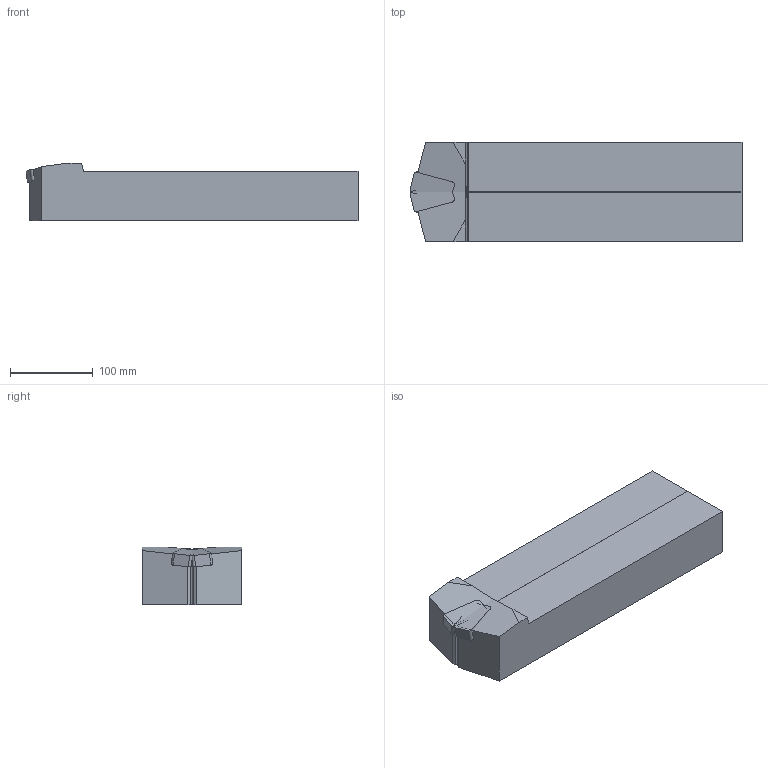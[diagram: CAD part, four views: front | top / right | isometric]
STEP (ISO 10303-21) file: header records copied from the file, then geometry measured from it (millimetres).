
FILE_DESCRIPTION(/* description */ (''),/* implementation_level */ '2;1');
FILE_NAME(/* name */ 'PLBNL6060V50_SIM.stp',/* time_stamp */ '2023-08-31T12:22:21+02:00',/* author */ (''),/* organization */ (''),/* preprocessor_version */ 'ST-DEVELOPER v18.102',/* originating_system */ 'SIEMENS PLM Software NX 2027',/* authorisation */ '');
FILE_SCHEMA (('AUTOMOTIVE_DESIGN { 1 0 10303 214 3 1 1 1 }'));
Length unit declared in the file: millimetre
Products named in the file (1): model1
Bounding box: 401.8 x 120.09 x 70 mm (x, y, z)
Volume: 2935671.9 mm3; surface area: 215920.1 mm2
Topology: 4 solids, 4 shells, 50 faces, 122 edges, 80 vertices
Faces by surface type: plane 38, cylinder 12
Entity records: 1498 total; most frequent: CARTESIAN_POINT 253, DIRECTION 246, ORIENTED_EDGE 244, EDGE_CURVE 122, LINE 100, VECTOR 100, VERTEX_POINT 80, AXIS2_PLACEMENT_3D 73
